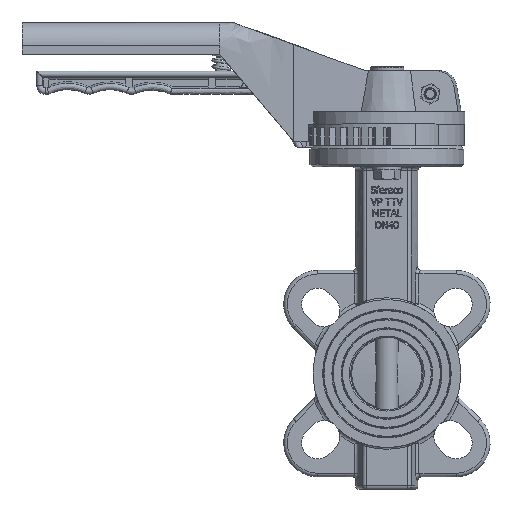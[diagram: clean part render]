
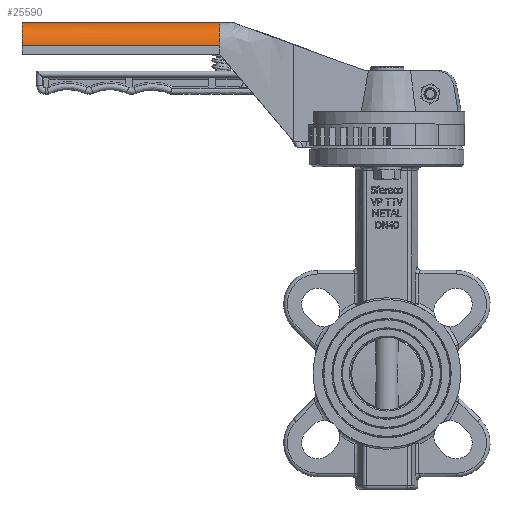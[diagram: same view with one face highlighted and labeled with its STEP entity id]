
A CAD part, top view. The second image highlights one B-rep face of the part: STEP entity #25590.
In plain terms, the highlighted cylindrical face has radius 13 mm (diameter 26 mm), a partial arc.
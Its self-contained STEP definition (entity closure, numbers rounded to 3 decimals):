
#704=CYLINDRICAL_SURFACE('',#27277,13.);
#1330=CIRCLE('',#27278,13.);
#2681=B_SPLINE_CURVE_WITH_KNOTS('',3,(#56661,#56662,#56663,#56664,#56665,
#56666,#56667,#56668,#56669,#56670,#56671,#56672,#56673,#56674,#56675,#56676,
#56677,#56678,#56679,#56680),.UNSPECIFIED.,.F.,.F.,(4,1,1,1,1,1,1,1,1,1,
1,1,1,1,1,1,1,4),(0.,0.016,0.031,0.062,
0.125,0.25,0.312,0.375,
0.437,0.5,0.563,0.625,
0.688,0.75,0.875,0.938,
0.984,1.),.UNSPECIFIED.);
#3466=FACE_OUTER_BOUND('',#4899,.T.);
#4899=EDGE_LOOP('',(#19539,#19540,#19541,#19542));
#6705=LINE('',#56659,#8607);
#6706=LINE('',#56682,#8608);
#8607=VECTOR('',#31681,1000.);
#8608=VECTOR('',#31682,1000.);
#10845=VERTEX_POINT('',#56657);
#10846=VERTEX_POINT('',#56658);
#10847=VERTEX_POINT('',#56660);
#10848=VERTEX_POINT('',#56681);
#13954=EDGE_CURVE('',#10845,#10846,#6705,.T.);
#13955=EDGE_CURVE('',#10847,#10845,#2681,.T.);
#13956=EDGE_CURVE('',#10847,#10848,#6706,.T.);
#13957=EDGE_CURVE('',#10848,#10846,#1330,.T.);
#19539=ORIENTED_EDGE('',*,*,#13954,.F.);
#19540=ORIENTED_EDGE('',*,*,#13955,.F.);
#19541=ORIENTED_EDGE('',*,*,#13956,.T.);
#19542=ORIENTED_EDGE('',*,*,#13957,.T.);
#25590=ADVANCED_FACE('',(#3466),#704,.T.);
#27277=AXIS2_PLACEMENT_3D('',#56656,#31679,#31680);
#27278=AXIS2_PLACEMENT_3D('',#56683,#31683,#31684);
#31679=DIRECTION('center_axis',(-1.,0.,0.002));
#31680=DIRECTION('ref_axis',(0.002,0.,1.));
#31681=DIRECTION('',(-1.,0.,0.002));
#31682=DIRECTION('',(-1.,0.,0.002));
#31683=DIRECTION('center_axis',(1.,0.,-0.002));
#31684=DIRECTION('ref_axis',(-0.002,0.,-1.));
#56656=CARTESIAN_POINT('Origin',(-62.105,184.,15.888));
#56657=CARTESIAN_POINT('',(-93.697,184.,28.963));
#56658=CARTESIAN_POINT('',(-204.696,184.,29.229));
#56659=CARTESIAN_POINT('',(-62.074,184.,28.888));
#56660=CARTESIAN_POINT('',(-93.759,184.,2.963));
#56661=CARTESIAN_POINT('Ctrl Pts',(-93.759,184.,2.963));
#56662=CARTESIAN_POINT('Ctrl Pts',(-93.759,184.168,2.963));
#56663=CARTESIAN_POINT('Ctrl Pts',(-93.759,184.506,2.97));
#56664=CARTESIAN_POINT('Ctrl Pts',(-93.759,185.191,3.01));
#56665=CARTESIAN_POINT('Ctrl Pts',(-93.758,186.414,3.154));
#56666=CARTESIAN_POINT('Ctrl Pts',(-93.757,188.925,3.767));
#56667=CARTESIAN_POINT('Ctrl Pts',(-93.753,191.831,5.332));
#56668=CARTESIAN_POINT('Ctrl Pts',(-93.747,194.314,7.893));
#56669=CARTESIAN_POINT('Ctrl Pts',(-93.741,195.802,10.269));
#56670=CARTESIAN_POINT('Ctrl Pts',(-93.735,196.775,13.014));
#56671=CARTESIAN_POINT('Ctrl Pts',(-93.728,197.113,15.963));
#56672=CARTESIAN_POINT('Ctrl Pts',(-93.721,196.775,18.912));
#56673=CARTESIAN_POINT('Ctrl Pts',(-93.714,195.802,21.658));
#56674=CARTESIAN_POINT('Ctrl Pts',(-93.708,194.314,24.033));
#56675=CARTESIAN_POINT('Ctrl Pts',(-93.702,191.831,26.595));
#56676=CARTESIAN_POINT('Ctrl Pts',(-93.698,188.925,28.16));
#56677=CARTESIAN_POINT('Ctrl Pts',(-93.697,186.235,28.816));
#56678=CARTESIAN_POINT('Ctrl Pts',(-93.697,184.843,28.95));
#56679=CARTESIAN_POINT('Ctrl Pts',(-93.697,184.168,28.963));
#56680=CARTESIAN_POINT('Ctrl Pts',(-93.697,184.,28.963));
#56681=CARTESIAN_POINT('',(-204.759,184.,3.229));
#56682=CARTESIAN_POINT('',(-62.136,184.,2.888));
#56683=CARTESIAN_POINT('Origin',(-204.727,184.,16.229));
